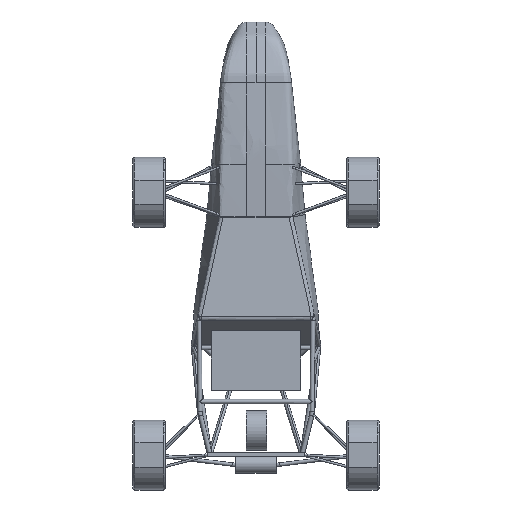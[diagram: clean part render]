
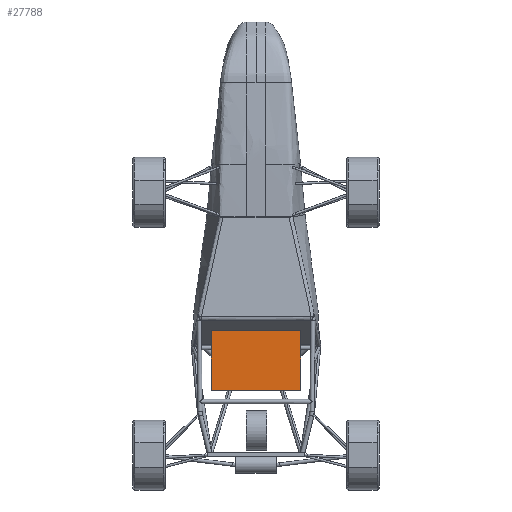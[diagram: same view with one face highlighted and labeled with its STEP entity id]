
A CAD part, front view. The second image highlights one B-rep face of the part: STEP entity #27788.
In plain terms, the highlighted planar face has unit normal (0, -1, 0).
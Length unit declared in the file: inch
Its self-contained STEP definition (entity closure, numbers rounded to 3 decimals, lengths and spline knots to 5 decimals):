
#749 = CARTESIAN_POINT ( 'NONE',  ( 10.25, 3.28, -1.57272 ) ) ;
#922 = CARTESIAN_POINT ( 'NONE',  ( 10.25, 3.28, -1.57272 ) ) ;
#2514 = CARTESIAN_POINT ( 'NONE',  ( -10.25, 3.28, -1.57272 ) ) ;
#2858 = ORIENTED_EDGE ( 'NONE', *, *, #16878, .F. ) ;
#3192 = DIRECTION ( 'NONE',  ( 1., 0., 0. ) ) ;
#3282 = EDGE_CURVE ( 'NONE', #8076, #17915, #22153, .T. ) ;
#3638 = PLANE ( 'NONE',  #7000 ) ;
#5041 = VERTEX_POINT ( 'NONE', #2514 ) ;
#5693 = CARTESIAN_POINT ( 'NONE',  ( -10.25, 3.28, -1.57272 ) ) ;
#5973 = ORIENTED_EDGE ( 'NONE', *, *, #21341, .T. ) ;
#6319 = CARTESIAN_POINT ( 'NONE',  ( -10.25, 3.28, -1.57272 ) ) ;
#7000 = AXIS2_PLACEMENT_3D ( 'NONE', #28733, #8140, #12830 ) ;
#7516 = VERTEX_POINT ( 'NONE', #922 ) ;
#7796 = LINE ( 'NONE', #5693, #22919 ) ;
#8076 = VERTEX_POINT ( 'NONE', #27297 ) ;
#8140 = DIRECTION ( 'NONE',  ( 0., -1., 0. ) ) ;
#9640 = EDGE_CURVE ( 'NONE', #5041, #7516, #7796, .T. ) ;
#10529 = CARTESIAN_POINT ( 'NONE',  ( -10.25, 3.28, -10.73938 ) ) ;
#10570 = CARTESIAN_POINT ( 'NONE',  ( -10.25, 3.28, -15.32272 ) ) ;
#12830 = DIRECTION ( 'NONE',  ( 0., 0., -1. ) ) ;
#14090 = CARTESIAN_POINT ( 'NONE',  ( 10.25, 3.28, -15.32272 ) ) ;
#14733 = DIRECTION ( 'NONE',  ( 1., 0., 0. ) ) ;
#15521 = EDGE_LOOP ( 'NONE', ( #2858, #20277, #5973, #17306 ) ) ;
#16878 = EDGE_CURVE ( 'NONE', #7516, #17915, #19094, .T. ) ;
#17306 = ORIENTED_EDGE ( 'NONE', *, *, #3282, .T. ) ;
#17463 = CARTESIAN_POINT ( 'NONE',  ( -10.25, 3.28, -6.15605 ) ) ;
#17542 = B_SPLINE_CURVE_WITH_KNOTS ( 'NONE', 3,
 ( #6319, #17463, #10529, #24665 ),
 .UNSPECIFIED., .F., .F.,
 ( 4, 4 ),
 ( 0., 1. ),
 .UNSPECIFIED. ) ;
#17915 = VERTEX_POINT ( 'NONE', #14090 ) ;
#19094 = B_SPLINE_CURVE_WITH_KNOTS ( 'NONE', 3,
 ( #749, #25843, #26146, #21803 ),
 .UNSPECIFIED., .F., .F.,
 ( 4, 4 ),
 ( 0., 1. ),
 .UNSPECIFIED. ) ;
#19594 = FACE_OUTER_BOUND ( 'NONE', #15521, .T. ) ;
#20277 = ORIENTED_EDGE ( 'NONE', *, *, #9640, .F. ) ;
#21341 = EDGE_CURVE ( 'NONE', #5041, #8076, #17542, .T. ) ;
#21803 = CARTESIAN_POINT ( 'NONE',  ( 10.25, 3.28, -15.32272 ) ) ;
#22153 = LINE ( 'NONE', #10570, #23590 ) ;
#22919 = VECTOR ( 'NONE', #14733, 39.37008 ) ;
#23590 = VECTOR ( 'NONE', #3192, 39.37008 ) ;
#24665 = CARTESIAN_POINT ( 'NONE',  ( -10.25, 3.28, -15.32272 ) ) ;
#25843 = CARTESIAN_POINT ( 'NONE',  ( 10.25, 3.28, -6.15605 ) ) ;
#26146 = CARTESIAN_POINT ( 'NONE',  ( 10.25, 3.28, -10.73938 ) ) ;
#27297 = CARTESIAN_POINT ( 'NONE',  ( -10.25, 3.28, -15.32272 ) ) ;
#27788 = ADVANCED_FACE ( 'NONE', ( #19594 ), #3638, .T. ) ;
#28733 = CARTESIAN_POINT ( 'NONE',  ( -10.25, 3.28, -1.57272 ) ) ;
